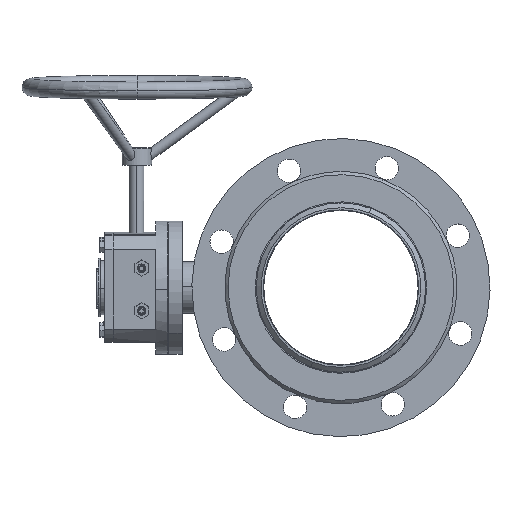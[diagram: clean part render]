
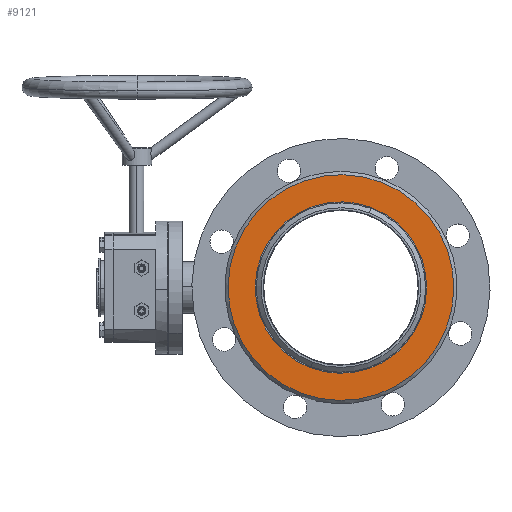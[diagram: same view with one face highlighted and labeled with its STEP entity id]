
A CAD part, left-side view. The second image highlights one B-rep face of the part: STEP entity #9121.
In plain terms, the highlighted face is planar.
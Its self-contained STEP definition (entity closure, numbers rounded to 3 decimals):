
#770 = VERTEX_POINT ( 'NONE', #1589 ) ;
#890 = DIRECTION ( 'NONE',  ( 1., 0., 0. ) ) ;
#1589 = CARTESIAN_POINT ( 'NONE',  ( 106., 0., 28. ) ) ;
#3012 = VERTEX_POINT ( 'NONE', #17104 ) ;
#3249 = CARTESIAN_POINT ( 'NONE',  ( 0., 0., 28. ) ) ;
#3924 = CARTESIAN_POINT ( 'NONE',  ( 80.5, 0., 28. ) ) ;
#3943 = CIRCLE ( 'NONE', #22071, 80.5 ) ;
#4701 = CIRCLE ( 'NONE', #21320, 106. ) ;
#4782 = DIRECTION ( 'NONE',  ( 0., 0., 1. ) ) ;
#5514 = ORIENTED_EDGE ( 'NONE', *, *, #12459, .T. ) ;
#5742 = DIRECTION ( 'NONE',  ( 0., 0., 1. ) ) ;
#6823 = FACE_OUTER_BOUND ( 'NONE', #14271, .T. ) ;
#7857 = ORIENTED_EDGE ( 'NONE', *, *, #12648, .F. ) ;
#8377 = DIRECTION ( 'NONE',  ( 0., 0., 1. ) ) ;
#8887 = ORIENTED_EDGE ( 'NONE', *, *, #22274, .T. ) ;
#9121 = ADVANCED_FACE ( 'NONE', ( #6823, #21234 ), #19440, .T. ) ;
#10062 = CARTESIAN_POINT ( 'NONE',  ( 0., 0., 28. ) ) ;
#11022 = ORIENTED_EDGE ( 'NONE', *, *, #19162, .F. ) ;
#12459 = EDGE_CURVE ( 'NONE', #770, #18852, #4701, .T. ) ;
#12648 = EDGE_CURVE ( 'NONE', #13944, #3012, #3943, .T. ) ;
#12979 = DIRECTION ( 'NONE',  ( 1., 0., 0. ) ) ;
#13505 = AXIS2_PLACEMENT_3D ( 'NONE', #3249, #17111, #890 ) ;
#13710 = DIRECTION ( 'NONE',  ( 1., 0., 0. ) ) ;
#13944 = VERTEX_POINT ( 'NONE', #3924 ) ;
#14161 = CARTESIAN_POINT ( 'NONE',  ( 0., 0., 28. ) ) ;
#14271 = EDGE_LOOP ( 'NONE', ( #8887, #5514 ) ) ;
#14858 = CARTESIAN_POINT ( 'NONE',  ( 0., 0., 28. ) ) ;
#14969 = AXIS2_PLACEMENT_3D ( 'NONE', #14858, #5742, #12979 ) ;
#15615 = EDGE_LOOP ( 'NONE', ( #11022, #7857 ) ) ;
#15831 = DIRECTION ( 'NONE',  ( 1., 0., 0. ) ) ;
#17104 = CARTESIAN_POINT ( 'NONE',  ( -80.5, 0., 28. ) ) ;
#17111 = DIRECTION ( 'NONE',  ( 0., 0., 1. ) ) ;
#17549 = CARTESIAN_POINT ( 'NONE',  ( 0., 0., 28. ) ) ;
#17669 = DIRECTION ( 'NONE',  ( 1., 0., 0. ) ) ;
#18852 = VERTEX_POINT ( 'NONE', #19846 ) ;
#19162 = EDGE_CURVE ( 'NONE', #3012, #13944, #20213, .T. ) ;
#19440 = PLANE ( 'NONE',  #13505 ) ;
#19597 = AXIS2_PLACEMENT_3D ( 'NONE', #10062, #21018, #15831 ) ;
#19846 = CARTESIAN_POINT ( 'NONE',  ( -106., 0., 28. ) ) ;
#20213 = CIRCLE ( 'NONE', #14969, 80.5 ) ;
#20354 = CIRCLE ( 'NONE', #19597, 106. ) ;
#21018 = DIRECTION ( 'NONE',  ( 0., 0., 1. ) ) ;
#21234 = FACE_BOUND ( 'NONE', #15615, .T. ) ;
#21320 = AXIS2_PLACEMENT_3D ( 'NONE', #14161, #8377, #13710 ) ;
#22071 = AXIS2_PLACEMENT_3D ( 'NONE', #17549, #4782, #17669 ) ;
#22274 = EDGE_CURVE ( 'NONE', #18852, #770, #20354, .T. ) ;
